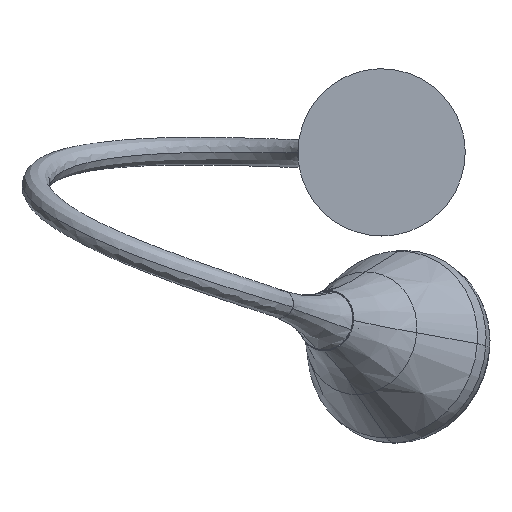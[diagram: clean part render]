
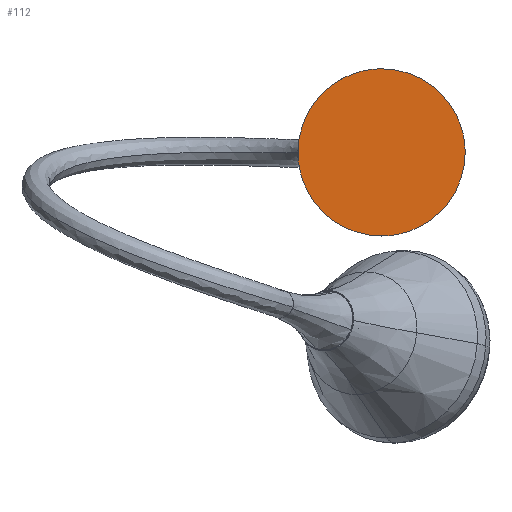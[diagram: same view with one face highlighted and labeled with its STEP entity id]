
A CAD part, top view. The second image highlights one B-rep face of the part: STEP entity #112.
In plain terms, the highlighted planar face has unit normal (0, 0, 1).
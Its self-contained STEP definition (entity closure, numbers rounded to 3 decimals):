
#112=ADVANCED_FACE($,(#211),#1110,.T.);
#211=FACE_OUTER_BOUND($,#314,.T.);
#314=EDGE_LOOP($,(#677,#678,#679,#680));
#677=ORIENTED_EDGE($,*,*,#931,.F.);
#678=ORIENTED_EDGE($,*,*,#932,.F.);
#679=ORIENTED_EDGE($,*,*,#926,.F.);
#680=ORIENTED_EDGE($,*,*,#929,.F.);
#926=EDGE_CURVE($,#1073,#1074,#1389,.T.);
#929=EDGE_CURVE($,#1075,#1073,#1392,.T.);
#931=EDGE_CURVE($,#1076,#1075,#1394,.T.);
#932=EDGE_CURVE($,#1074,#1076,#1395,.T.);
#1073=VERTEX_POINT($,#5206);
#1074=VERTEX_POINT($,#5207);
#1075=VERTEX_POINT($,#5208);
#1076=VERTEX_POINT($,#5209);
#1110=PLANE($,#1515);
#1389=(
BOUNDED_CURVE()
B_SPLINE_CURVE(2,(#3506,#3507,#3508),.UNSPECIFIED.,.F.,.F.)
B_SPLINE_CURVE_WITH_KNOTS((3,3),(-410.955,-273.97),.UNSPECIFIED.)
CURVE()
GEOMETRIC_REPRESENTATION_ITEM()
RATIONAL_B_SPLINE_CURVE((1.,0.707,1.))
REPRESENTATION_ITEM($)
);
#1392=(
BOUNDED_CURVE()
B_SPLINE_CURVE(2,(#3513,#3514,#3515),.UNSPECIFIED.,.F.,.F.)
B_SPLINE_CURVE_WITH_KNOTS((3,3),(-547.939,-410.955),.UNSPECIFIED.)
CURVE()
GEOMETRIC_REPRESENTATION_ITEM()
RATIONAL_B_SPLINE_CURVE((1.,0.707,1.))
REPRESENTATION_ITEM($)
);
#1394=(
BOUNDED_CURVE()
B_SPLINE_CURVE(2,(#3518,#3519,#3520),.UNSPECIFIED.,.F.,.F.)
B_SPLINE_CURVE_WITH_KNOTS((3,3),(-136.985,0.),.UNSPECIFIED.)
CURVE()
GEOMETRIC_REPRESENTATION_ITEM()
RATIONAL_B_SPLINE_CURVE((1.,0.707,1.))
REPRESENTATION_ITEM($)
);
#1395=(
BOUNDED_CURVE()
B_SPLINE_CURVE(2,(#3521,#3522,#3523),.UNSPECIFIED.,.F.,.F.)
B_SPLINE_CURVE_WITH_KNOTS((3,3),(-273.97,-136.985),.UNSPECIFIED.)
CURVE()
GEOMETRIC_REPRESENTATION_ITEM()
RATIONAL_B_SPLINE_CURVE((1.,0.707,1.))
REPRESENTATION_ITEM($)
);
#1515=AXIS2_PLACEMENT_3D($,#5163,#1532,$);
#1532=DIRECTION($,(0.,0.,1.));
#3506=CARTESIAN_POINT($,(0.,90.,0.));
#3507=CARTESIAN_POINT($,(90.,90.,0.));
#3508=CARTESIAN_POINT($,(90.,0.,0.));
#3513=CARTESIAN_POINT($,(-90.,0.,0.));
#3514=CARTESIAN_POINT($,(-90.,90.,0.));
#3515=CARTESIAN_POINT($,(0.,90.,0.));
#3518=CARTESIAN_POINT($,(0.,-90.,0.));
#3519=CARTESIAN_POINT($,(-90.,-90.,0.));
#3520=CARTESIAN_POINT($,(-90.,0.,0.));
#3521=CARTESIAN_POINT($,(90.,0.,0.));
#3522=CARTESIAN_POINT($,(90.,-90.,0.));
#3523=CARTESIAN_POINT($,(0.,-90.,0.));
#5163=CARTESIAN_POINT($,(-91.8,-91.8,0.));
#5206=CARTESIAN_POINT($,(0.,90.,0.));
#5207=CARTESIAN_POINT($,(90.,0.,0.));
#5208=CARTESIAN_POINT($,(-90.,0.,0.));
#5209=CARTESIAN_POINT($,(0.,-90.,0.));
